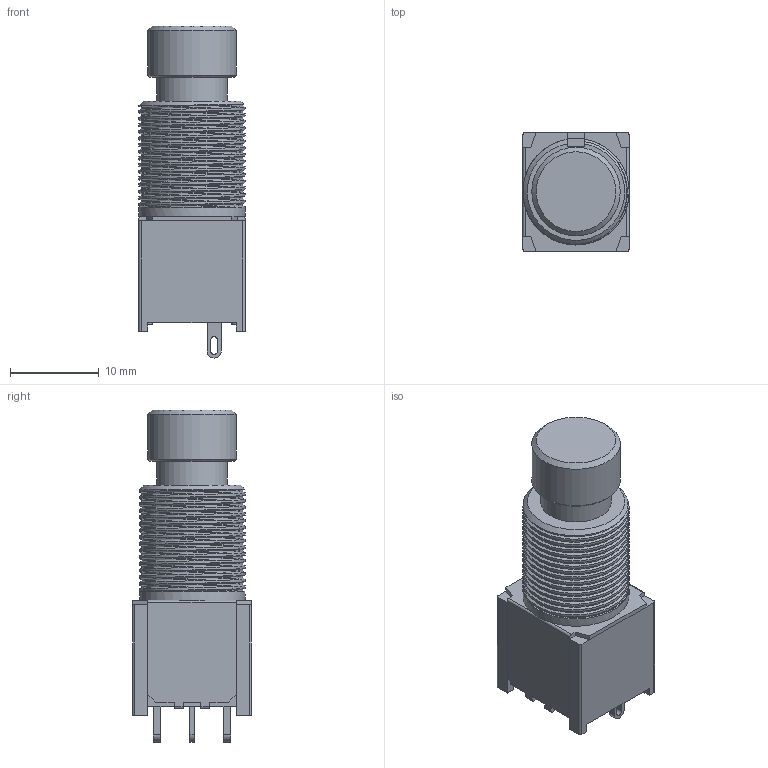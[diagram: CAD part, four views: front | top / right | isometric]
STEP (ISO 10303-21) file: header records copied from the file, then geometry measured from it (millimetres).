
FILE_DESCRIPTION(('FreeCAD Model'),'2;1');
FILE_NAME('Alpha Taiwan SF12020-0102-20R-X.step','2019-06-25T09:55:33',( 'Author'),(''),'Open CASCADE STEP processor 7.3','FreeCAD','Unknown' );
FILE_SCHEMA(('AUTOMOTIVE_DESIGN { 1 0 10303 214 1 1 1 1 }'));
Length unit declared in the file: millimetre
Products named in the file (7): Body028; Body027; Body026; BodyMetal; Cap; Thread; BodyPlastic
Bounding box: 12 x 13.4 x 37.5 mm (x, y, z)
Volume: 3921.2 mm3; surface area: 3060 mm2
Topology: 7 solids, 7 shells, 232 faces, 640 edges, 423 vertices
Faces by surface type: plane 126, cylinder 55, bspline 48, cone 3
Full cylindrical faces by diameter (mm): 8 x1, 10 x1
Entity records: 13404 total; most frequent: CARTESIAN_POINT 7726, ORIENTED_EDGE 1280, DIRECTION 931, EDGE_CURVE 640, VERTEX_POINT 423, LINE 395, VECTOR 395, AXIS2_PLACEMENT_3D 268
